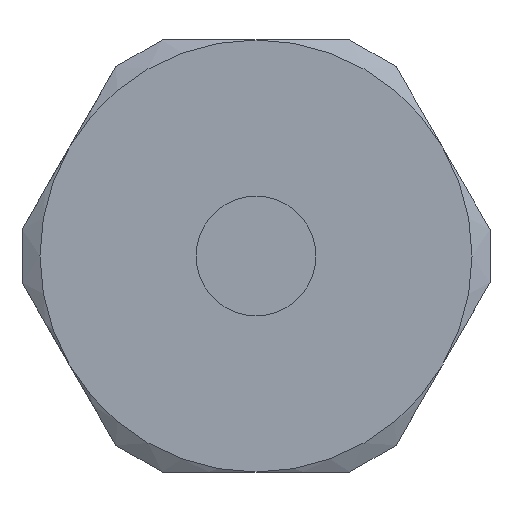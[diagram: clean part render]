
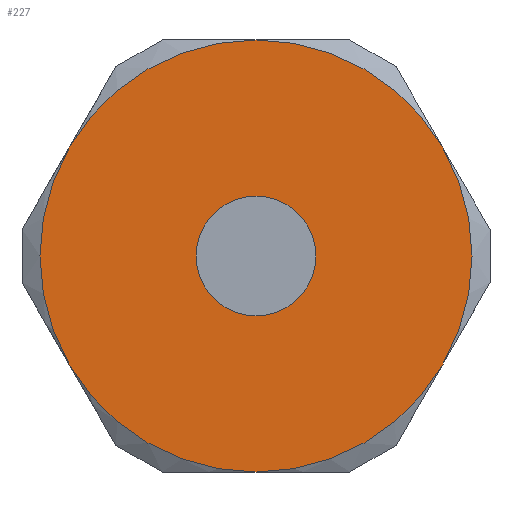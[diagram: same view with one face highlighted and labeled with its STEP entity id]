
A CAD part, left-side view. The second image highlights one B-rep face of the part: STEP entity #227.
In plain terms, the highlighted planar face has unit normal (-1, 0, 0).
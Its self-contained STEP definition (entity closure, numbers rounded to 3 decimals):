
#227 = ADVANCED_FACE( '', ( #471, #472 ), #473, .F. );
#471 = FACE_OUTER_BOUND( '', #758, .T. );
#472 = FACE_BOUND( '', #759, .T. );
#473 = PLANE( '', #760 );
#758 = EDGE_LOOP( '', ( #1172, #1173, #1174, #1175, #1176, #1177 ) );
#759 = EDGE_LOOP( '', ( #1178 ) );
#760 = AXIS2_PLACEMENT_3D( '', #1179, #1180, #1181 );
#1172 = ORIENTED_EDGE( '', *, *, #1785, .F. );
#1173 = ORIENTED_EDGE( '', *, *, #1786, .F. );
#1174 = ORIENTED_EDGE( '', *, *, #1787, .F. );
#1175 = ORIENTED_EDGE( '', *, *, #1684, .F. );
#1176 = ORIENTED_EDGE( '', *, *, #1746, .F. );
#1177 = ORIENTED_EDGE( '', *, *, #1749, .F. );
#1178 = ORIENTED_EDGE( '', *, *, #1788, .T. );
#1179 = CARTESIAN_POINT( '', ( 0., 0., 0. ) );
#1180 = DIRECTION( '', ( 1., 0., 0. ) );
#1181 = DIRECTION( '', ( 0., 0., -1. ) );
#1684 = EDGE_CURVE( '', #1974, #1975, #1976, .T. );
#1746 = EDGE_CURVE( '', #2078, #1974, #2080, .T. );
#1749 = EDGE_CURVE( '', #2083, #2078, #2084, .T. );
#1785 = EDGE_CURVE( '', #2135, #2083, #2136, .T. );
#1786 = EDGE_CURVE( '', #2137, #2135, #2138, .T. );
#1787 = EDGE_CURVE( '', #1975, #2137, #2139, .T. );
#1788 = EDGE_CURVE( '', #2140, #2140, #2141, .T. );
#1974 = VERTEX_POINT( '', #2402 );
#1975 = VERTEX_POINT( '', #2403 );
#1976 = CIRCLE( '', #2404, 12. );
#2078 = VERTEX_POINT( '', #2588 );
#2080 = CIRCLE( '', #2595, 12. );
#2083 = VERTEX_POINT( '', #2605 );
#2084 = CIRCLE( '', #2606, 12. );
#2135 = VERTEX_POINT( '', #2757 );
#2136 = CIRCLE( '', #2758, 12. );
#2137 = VERTEX_POINT( '', #2759 );
#2138 = CIRCLE( '', #2760, 12. );
#2139 = CIRCLE( '', #2761, 12. );
#2140 = VERTEX_POINT( '', #2762 );
#2141 = CIRCLE( '', #2763, 3.324 );
#2402 = CARTESIAN_POINT( '', ( 0., -10.392, 6. ) );
#2403 = CARTESIAN_POINT( '', ( 0., -10.392, -6. ) );
#2404 = AXIS2_PLACEMENT_3D( '', #3221, #3222, #3223 );
#2588 = CARTESIAN_POINT( '', ( 0., 0., 12. ) );
#2595 = AXIS2_PLACEMENT_3D( '', #3297, #3298, #3299 );
#2605 = CARTESIAN_POINT( '', ( 0., 10.392, 6. ) );
#2606 = AXIS2_PLACEMENT_3D( '', #3300, #3301, #3302 );
#2757 = CARTESIAN_POINT( '', ( 0., 10.392, -6. ) );
#2758 = AXIS2_PLACEMENT_3D( '', #3316, #3317, #3318 );
#2759 = CARTESIAN_POINT( '', ( 0., 0., -12. ) );
#2760 = AXIS2_PLACEMENT_3D( '', #3319, #3320, #3321 );
#2761 = AXIS2_PLACEMENT_3D( '', #3322, #3323, #3324 );
#2762 = CARTESIAN_POINT( '', ( 0., 0., -3.324 ) );
#2763 = AXIS2_PLACEMENT_3D( '', #3325, #3326, #3327 );
#3221 = CARTESIAN_POINT( '', ( 0., 0., 0. ) );
#3222 = DIRECTION( '', ( 1., 0., 0. ) );
#3223 = DIRECTION( '', ( 0., 0., -1. ) );
#3297 = CARTESIAN_POINT( '', ( 0., 0., 0. ) );
#3298 = DIRECTION( '', ( 1., 0., 0. ) );
#3299 = DIRECTION( '', ( 0., 0., -1. ) );
#3300 = CARTESIAN_POINT( '', ( 0., 0., 0. ) );
#3301 = DIRECTION( '', ( 1., 0., 0. ) );
#3302 = DIRECTION( '', ( 0., 0., -1. ) );
#3316 = CARTESIAN_POINT( '', ( 0., 0., 0. ) );
#3317 = DIRECTION( '', ( 1., 0., 0. ) );
#3318 = DIRECTION( '', ( 0., 0., -1. ) );
#3319 = CARTESIAN_POINT( '', ( 0., 0., 0. ) );
#3320 = DIRECTION( '', ( 1., 0., 0. ) );
#3321 = DIRECTION( '', ( 0., 0., -1. ) );
#3322 = CARTESIAN_POINT( '', ( 0., 0., 0. ) );
#3323 = DIRECTION( '', ( 1., 0., 0. ) );
#3324 = DIRECTION( '', ( 0., 0., -1. ) );
#3325 = CARTESIAN_POINT( '', ( 0., 0., 0. ) );
#3326 = DIRECTION( '', ( 1., 0., 0. ) );
#3327 = DIRECTION( '', ( 0., 0., -1. ) );
